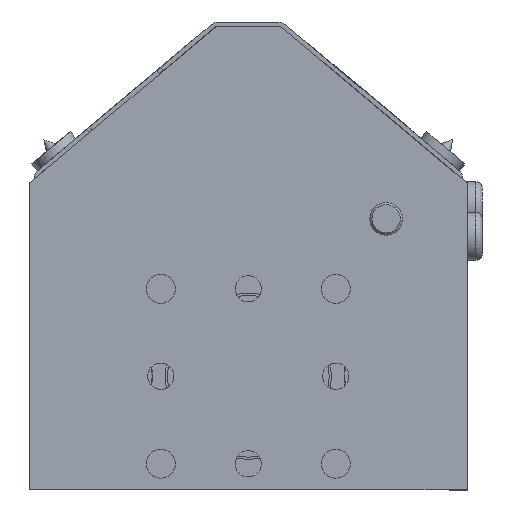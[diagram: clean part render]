
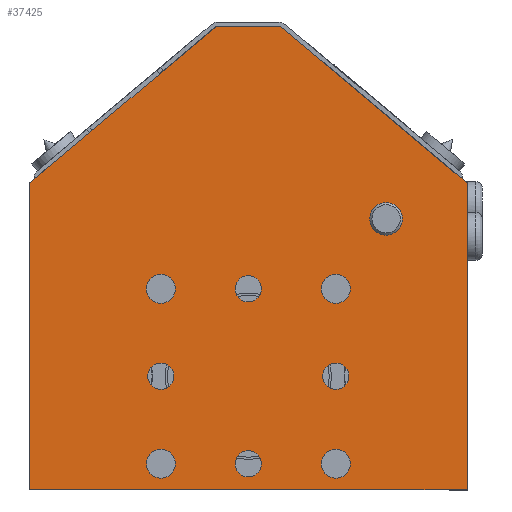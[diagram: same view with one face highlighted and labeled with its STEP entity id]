
A CAD part, left-side view. The second image highlights one B-rep face of the part: STEP entity #37425.
In plain terms, the highlighted face is planar.
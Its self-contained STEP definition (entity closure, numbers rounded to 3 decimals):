
#36768=CARTESIAN_POINT('',(430.,35.23,61.));
#36769=VERTEX_POINT('',#36768);
#36770=CARTESIAN_POINT('',(430.,31.5,61.));
#36771=DIRECTION('',(-1.0,0.0,0.0));
#36772=DIRECTION('',(0.0,-1.0,0.0));
#36773=AXIS2_PLACEMENT_3D('',#36770,#36771,#36772);
#36774=CIRCLE('',#36773,3.73);
#36775=EDGE_CURVE('',#36769,#36769,#36774,.T.);
#36833=CARTESIAN_POINT('',(430.,-16.7,5.));
#36834=VERTEX_POINT('',#36833);
#36835=CARTESIAN_POINT('',(430.,-20.,5.));
#36836=DIRECTION('',(-1.0,0.0,0.0));
#36837=DIRECTION('',(0.0,-1.0,0.0));
#36838=AXIS2_PLACEMENT_3D('',#36835,#36836,#36837);
#36839=CIRCLE('',#36838,3.3);
#36840=EDGE_CURVE('',#36834,#36834,#36839,.T.);
#36901=CARTESIAN_POINT('',(430.,23.3,45.));
#36902=VERTEX_POINT('',#36901);
#36903=CARTESIAN_POINT('',(430.,20.,45.));
#36904=DIRECTION('',(-1.0,0.0,0.0));
#36905=DIRECTION('',(0.0,-1.0,0.0));
#36906=AXIS2_PLACEMENT_3D('',#36903,#36904,#36905);
#36907=CIRCLE('',#36906,3.3);
#36908=EDGE_CURVE('',#36902,#36902,#36907,.T.);
#36969=CARTESIAN_POINT('',(430.,-16.7,45.));
#36970=VERTEX_POINT('',#36969);
#36971=CARTESIAN_POINT('',(430.,-20.,45.));
#36972=DIRECTION('',(-1.0,0.0,0.0));
#36973=DIRECTION('',(0.0,-1.0,0.0));
#36974=AXIS2_PLACEMENT_3D('',#36971,#36972,#36973);
#36975=CIRCLE('',#36974,3.3);
#36976=EDGE_CURVE('',#36970,#36970,#36975,.T.);
#37037=CARTESIAN_POINT('',(430.,23.3,5.));
#37038=VERTEX_POINT('',#37037);
#37039=CARTESIAN_POINT('',(430.,20.,5.));
#37040=DIRECTION('',(-1.0,0.0,0.0));
#37041=DIRECTION('',(0.0,-1.0,0.0));
#37042=AXIS2_PLACEMENT_3D('',#37039,#37040,#37041);
#37043=CIRCLE('',#37042,3.3);
#37044=EDGE_CURVE('',#37038,#37038,#37043,.T.);
#37057=CARTESIAN_POINT('',(430.,23.,25.));
#37058=VERTEX_POINT('',#37057);
#37059=CARTESIAN_POINT('',(430.,20.,25.));
#37060=DIRECTION('',(-1.0,0.0,0.0));
#37061=DIRECTION('',(0.0,-1.0,0.0));
#37062=AXIS2_PLACEMENT_3D('',#37059,#37060,#37061);
#37063=CIRCLE('',#37062,3.0);
#37064=EDGE_CURVE('',#37058,#37058,#37063,.T.);
#37085=CARTESIAN_POINT('',(430.,3.,45.));
#37086=VERTEX_POINT('',#37085);
#37087=CARTESIAN_POINT('',(430.,0.,45.));
#37088=DIRECTION('',(-1.0,0.0,0.0));
#37089=DIRECTION('',(0.0,-1.0,0.0));
#37090=AXIS2_PLACEMENT_3D('',#37087,#37088,#37089);
#37091=CIRCLE('',#37090,3.0);
#37092=EDGE_CURVE('',#37086,#37086,#37091,.T.);
#37113=CARTESIAN_POINT('',(430.,3.,5.));
#37114=VERTEX_POINT('',#37113);
#37115=CARTESIAN_POINT('',(430.,0.,5.));
#37116=DIRECTION('',(-1.0,0.0,0.0));
#37117=DIRECTION('',(0.0,-1.0,0.0));
#37118=AXIS2_PLACEMENT_3D('',#37115,#37116,#37117);
#37119=CIRCLE('',#37118,3.0);
#37120=EDGE_CURVE('',#37114,#37114,#37119,.T.);
#37141=CARTESIAN_POINT('',(430.,-17.,25.));
#37142=VERTEX_POINT('',#37141);
#37143=CARTESIAN_POINT('',(430.,-20.,25.));
#37144=DIRECTION('',(-1.0,0.0,0.0));
#37145=DIRECTION('',(0.0,-1.0,0.0));
#37146=AXIS2_PLACEMENT_3D('',#37143,#37144,#37145);
#37147=CIRCLE('',#37146,3.0);
#37148=EDGE_CURVE('',#37142,#37142,#37147,.T.);
#37209=CARTESIAN_POINT('',(430.,-7.329,105.));
#37210=VERTEX_POINT('',#37209);
#37211=CARTESIAN_POINT('',(430.,-50.,69.195));
#37212=VERTEX_POINT('',#37211);
#37213=CARTESIAN_POINT('',(430.,-7.329,105.));
#37214=DIRECTION('',(0.,-0.766,-0.643));
#37215=VECTOR('',#37214,55.703);
#37216=LINE('',#37213,#37215);
#37217=EDGE_CURVE('',#37210,#37212,#37216,.T.);
#37249=CARTESIAN_POINT('',(430.,50.,69.195));
#37250=VERTEX_POINT('',#37249);
#37251=CARTESIAN_POINT('',(430.,7.329,105.));
#37252=VERTEX_POINT('',#37251);
#37253=CARTESIAN_POINT('',(430.,50.,69.195));
#37254=DIRECTION('',(0.,-0.766,0.643));
#37255=VECTOR('',#37254,55.703);
#37256=LINE('',#37253,#37255);
#37257=EDGE_CURVE('',#37250,#37252,#37256,.T.);
#37290=CARTESIAN_POINT('',(430.,7.329,105.));
#37291=DIRECTION('',(0.0,-1.0,0.0));
#37292=VECTOR('',#37291,14.659);
#37293=LINE('',#37290,#37292);
#37294=EDGE_CURVE('',#37252,#37210,#37293,.T.);
#37313=CARTESIAN_POINT('',(430.,-50.,-1.));
#37314=VERTEX_POINT('',#37313);
#37329=CARTESIAN_POINT('',(430.,50.,-1.));
#37330=VERTEX_POINT('',#37329);
#37337=CARTESIAN_POINT('',(430.,-50.,-1.));
#37338=DIRECTION('',(0.0,1.0,0.0));
#37339=VECTOR('',#37338,100.0);
#37340=LINE('',#37337,#37339);
#37341=EDGE_CURVE('',#37314,#37330,#37340,.T.);
#37358=CARTESIAN_POINT('',(430.,50.,69.195));
#37359=DIRECTION('',(0.0,0.0,-1.0));
#37360=VECTOR('',#37359,70.195);
#37361=LINE('',#37358,#37360);
#37362=EDGE_CURVE('',#37250,#37330,#37361,.T.);
#37380=CARTESIAN_POINT('',(430.,0.,52.));
#37381=DIRECTION('',(1.0,0.0,0.0));
#37382=DIRECTION('',(0.0,0.0,1.0));
#37383=AXIS2_PLACEMENT_3D('',#37380,#37381,#37382);
#37384=PLANE('',#37383);
#37385=ORIENTED_EDGE('',*,*,#37217,.T.);
#37386=CARTESIAN_POINT('',(430.,-50.,69.195));
#37387=DIRECTION('',(0.0,0.0,-1.0));
#37388=VECTOR('',#37387,70.195);
#37389=LINE('',#37386,#37388);
#37390=EDGE_CURVE('',#37212,#37314,#37389,.T.);
#37391=ORIENTED_EDGE('',*,*,#37390,.T.);
#37392=ORIENTED_EDGE('',*,*,#37341,.T.);
#37393=ORIENTED_EDGE('',*,*,#37362,.F.);
#37394=ORIENTED_EDGE('',*,*,#37257,.T.);
#37395=ORIENTED_EDGE('',*,*,#37294,.T.);
#37396=EDGE_LOOP('',(#37385,#37391,#37392,#37393,#37394,#37395));
#37397=FACE_OUTER_BOUND('',#37396,.T.);
#37398=ORIENTED_EDGE('',*,*,#36775,.T.);
#37399=EDGE_LOOP('',(#37398));
#37400=FACE_BOUND('',#37399,.T.);
#37401=ORIENTED_EDGE('',*,*,#36840,.T.);
#37402=EDGE_LOOP('',(#37401));
#37403=FACE_BOUND('',#37402,.T.);
#37404=ORIENTED_EDGE('',*,*,#36908,.T.);
#37405=EDGE_LOOP('',(#37404));
#37406=FACE_BOUND('',#37405,.T.);
#37407=ORIENTED_EDGE('',*,*,#36976,.T.);
#37408=EDGE_LOOP('',(#37407));
#37409=FACE_BOUND('',#37408,.T.);
#37410=ORIENTED_EDGE('',*,*,#37044,.T.);
#37411=EDGE_LOOP('',(#37410));
#37412=FACE_BOUND('',#37411,.T.);
#37413=ORIENTED_EDGE('',*,*,#37064,.T.);
#37414=EDGE_LOOP('',(#37413));
#37415=FACE_BOUND('',#37414,.T.);
#37416=ORIENTED_EDGE('',*,*,#37092,.T.);
#37417=EDGE_LOOP('',(#37416));
#37418=FACE_BOUND('',#37417,.T.);
#37419=ORIENTED_EDGE('',*,*,#37120,.T.);
#37420=EDGE_LOOP('',(#37419));
#37421=FACE_BOUND('',#37420,.T.);
#37422=ORIENTED_EDGE('',*,*,#37148,.T.);
#37423=EDGE_LOOP('',(#37422));
#37424=FACE_BOUND('',#37423,.T.);
#37425=ADVANCED_FACE('',(#37397,#37400,#37403,#37406,#37409,#37412,#37415,#37418,#37421,#37424),#37384,.T.);
